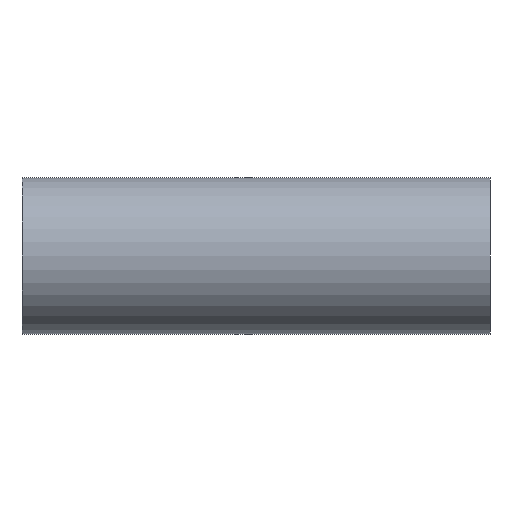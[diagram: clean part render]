
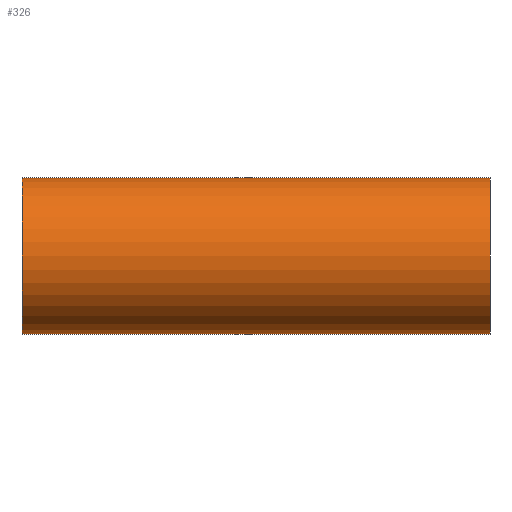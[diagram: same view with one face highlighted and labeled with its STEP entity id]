
A CAD part, left-side view. The second image highlights one B-rep face of the part: STEP entity #326.
In plain terms, the highlighted cylindrical face has radius 15.05 mm (diameter 30.1 mm), a partial arc.
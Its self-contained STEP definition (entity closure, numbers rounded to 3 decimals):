
#35 = ORIENTED_EDGE ( 'NONE', *, *, #3018, .T. ) ;
#71 = LINE ( 'NONE', #3285, #3009 ) ;
#155 = CARTESIAN_POINT ( 'NONE',  ( 0., 90., 0. ) ) ;
#248 = CIRCLE ( 'NONE', #1980, 15.05 ) ;
#323 = EDGE_CURVE ( 'NONE', #461, #1193, #71, .T. ) ;
#326 = ADVANCED_FACE ( 'NONE', ( #2124 ), #1587, .T. ) ;
#396 = CARTESIAN_POINT ( 'NONE',  ( 0., 90., 0. ) ) ;
#461 = VERTEX_POINT ( 'NONE', #3379 ) ;
#522 = CARTESIAN_POINT ( 'NONE',  ( 0., 0., -15.05 ) ) ;
#620 = EDGE_CURVE ( 'NONE', #2143, #461, #2762, .T. ) ;
#741 = DIRECTION ( 'NONE',  ( 0., 1., 0. ) ) ;
#750 = DIRECTION ( 'NONE',  ( 0., 1., 0. ) ) ;
#775 = EDGE_LOOP ( 'NONE', ( #3494, #3448, #3691, #35 ) ) ;
#913 = AXIS2_PLACEMENT_3D ( 'NONE', #396, #2393, #2106 ) ;
#1193 = VERTEX_POINT ( 'NONE', #1216 ) ;
#1216 = CARTESIAN_POINT ( 'NONE',  ( 0., 0., 15.05 ) ) ;
#1328 = DIRECTION ( 'NONE',  ( 0., -1., 0. ) ) ;
#1587 = CYLINDRICAL_SURFACE ( 'NONE', #913, 15.05 ) ;
#1725 = AXIS2_PLACEMENT_3D ( 'NONE', #155, #741, #3138 ) ;
#1980 = AXIS2_PLACEMENT_3D ( 'NONE', #2165, #750, #3365 ) ;
#2106 = DIRECTION ( 'NONE',  ( 0., 0., -1. ) ) ;
#2124 = FACE_OUTER_BOUND ( 'NONE', #775, .T. ) ;
#2143 = VERTEX_POINT ( 'NONE', #2374 ) ;
#2165 = CARTESIAN_POINT ( 'NONE',  ( 0., 0., 0. ) ) ;
#2182 = CARTESIAN_POINT ( 'NONE',  ( 0., 90., -15.05 ) ) ;
#2374 = CARTESIAN_POINT ( 'NONE',  ( 0., 90., -15.05 ) ) ;
#2393 = DIRECTION ( 'NONE',  ( 0., -1., 0. ) ) ;
#2552 = VERTEX_POINT ( 'NONE', #522 ) ;
#2762 = CIRCLE ( 'NONE', #1725, 15.05 ) ;
#3009 = VECTOR ( 'NONE', #3663, 1000. ) ;
#3018 = EDGE_CURVE ( 'NONE', #2552, #1193, #248, .T. ) ;
#3138 = DIRECTION ( 'NONE',  ( 0., 0., 1. ) ) ;
#3285 = CARTESIAN_POINT ( 'NONE',  ( 0., 90., 15.05 ) ) ;
#3365 = DIRECTION ( 'NONE',  ( 0., 0., 1. ) ) ;
#3379 = CARTESIAN_POINT ( 'NONE',  ( 0., 90., 15.05 ) ) ;
#3448 = ORIENTED_EDGE ( 'NONE', *, *, #620, .F. ) ;
#3489 = EDGE_CURVE ( 'NONE', #2143, #2552, #3619, .T. ) ;
#3494 = ORIENTED_EDGE ( 'NONE', *, *, #323, .F. ) ;
#3538 = VECTOR ( 'NONE', #1328, 1000. ) ;
#3619 = LINE ( 'NONE', #2182, #3538 ) ;
#3663 = DIRECTION ( 'NONE',  ( 0., -1., 0. ) ) ;
#3691 = ORIENTED_EDGE ( 'NONE', *, *, #3489, .T. ) ;
